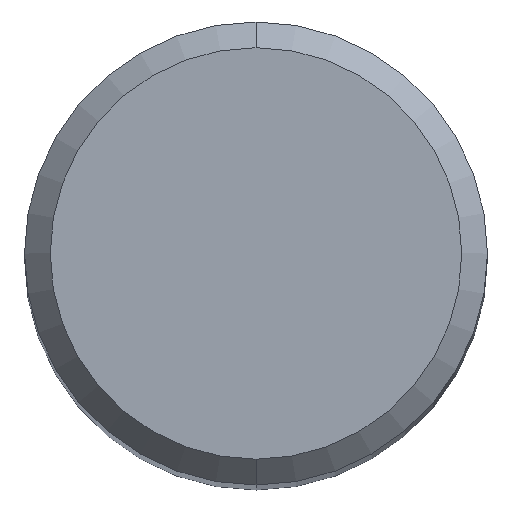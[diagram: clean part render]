
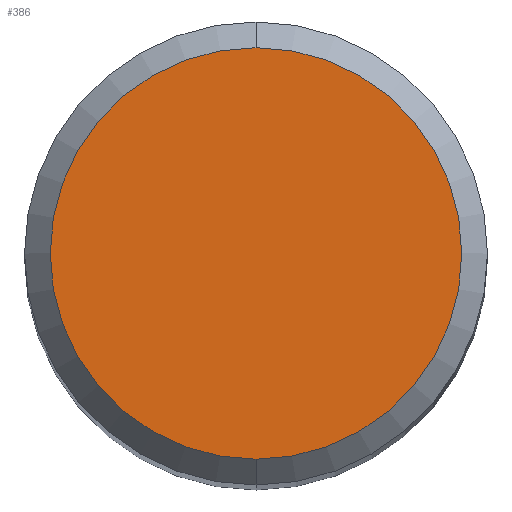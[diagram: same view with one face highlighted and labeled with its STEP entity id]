
A CAD part, top view. The second image highlights one B-rep face of the part: STEP entity #386.
In plain terms, the highlighted planar face has unit normal (0, 0, 1).
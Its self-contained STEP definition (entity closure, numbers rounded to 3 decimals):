
#230=EDGE_CURVE('',#368,#246,#534,.T.);
#246=VERTEX_POINT('',#552);
#254=EDGE_CURVE('',#246,#368,#560,.T.);
#368=VERTEX_POINT('',#690);
#386=ADVANCED_FACE('',(#709),#710,.T.);
#534=CIRCLE('',#933,4.0);
#552=CARTESIAN_POINT('',(0.,-4.0,0.0));
#560=CIRCLE('',#1017,4.0);
#690=CARTESIAN_POINT('',(0.0,4.0,0.0));
#709=FACE_OUTER_BOUND('',#1285,.T.);
#710=PLANE('',#1286);
#933=AXIS2_PLACEMENT_3D('',#1498,#1499,#1500);
#1017=AXIS2_PLACEMENT_3D('',#1527,#1528,#1529);
#1285=EDGE_LOOP('',(#1710,#1711));
#1286=AXIS2_PLACEMENT_3D('',#1712,#1713,#1714);
#1498=CARTESIAN_POINT('',(0.0,0.0,0.0));
#1499=DIRECTION('',(0.0,0.0,-1.0));
#1500=DIRECTION('',(0.0,1.0,0.0));
#1527=CARTESIAN_POINT('',(0.0,0.0,0.0));
#1528=DIRECTION('',(0.0,0.0,-1.0));
#1529=DIRECTION('',(0.0,1.0,0.0));
#1710=ORIENTED_EDGE('',*,*,#230,.F.);
#1711=ORIENTED_EDGE('',*,*,#254,.F.);
#1712=CARTESIAN_POINT('',(0.0,2.0,0.0));
#1713=DIRECTION('',(-0.0,0.0,1.0));
#1714=DIRECTION('',(0.0,-1.0,0.0));
